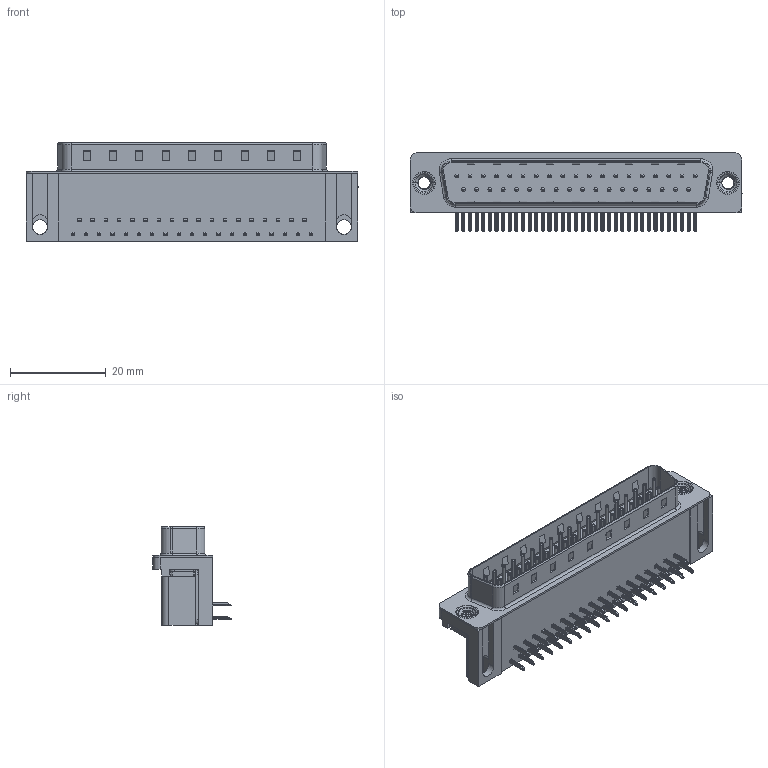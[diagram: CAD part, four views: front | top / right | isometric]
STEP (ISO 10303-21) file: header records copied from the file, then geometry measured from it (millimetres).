
FILE_DESCRIPTION (( 'STEP AP203' ), '1' );
FILE_NAME ('629-037-340-515.STEP', '2021-09-21T21:01:02', ( '' ), ( '' ), 'SwSTEP 2.0', 'SolidWorks 2020', '' );
FILE_SCHEMA (( 'CONFIG_CONTROL_DESIGN' ));
Length unit declared in the file: millimetre
Products named in the file (7): 629 Contact Top; 629 Thru Hole Board Mount; 629 Contact Bottom; 629 Shell_37 Socket; 629 Housing_37 Socket; 629 M3 Threaded Rivet; 629-037-340-515
Assembly tree (43 placements, depth 2):
  629-037-340-515
    629 Housing_37 Socket
    629 Shell_37 Socket
    629 Contact Bottom  x18
    629 Contact Top  x19
    629 Thru Hole Board Mount  x2
    629 M3 Threaded Rivet  x2
Bounding box: 69.4 x 16.35 x 20.6 mm (x, y, z)
Volume: 9959.3 mm3; surface area: 10797 mm2
Topology: 43 solids, 43 shells, 3197 faces, 7901 edges, 4871 vertices
Faces by surface type: plane 2011, cylinder 919, torus 253, cone 8, bspline 6
Entity records: 26420 total; most frequent: CARTESIAN_POINT 5481, DIRECTION 4042, ORIENTED_EDGE 3892, EDGE_CURVE 1946, LINE 1410, VECTOR 1410, AXIS2_PLACEMENT_3D 1316, VERTEX_POINT 1254
